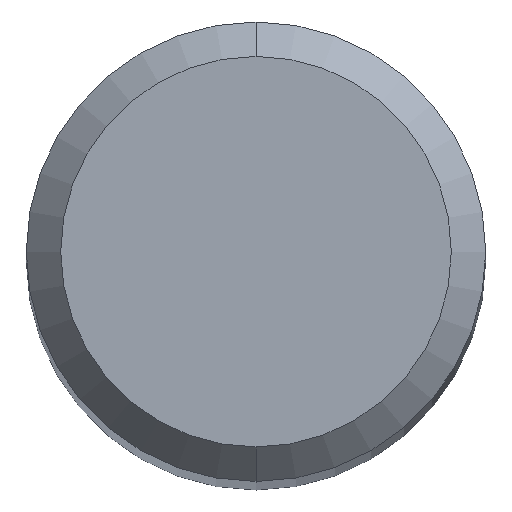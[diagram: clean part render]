
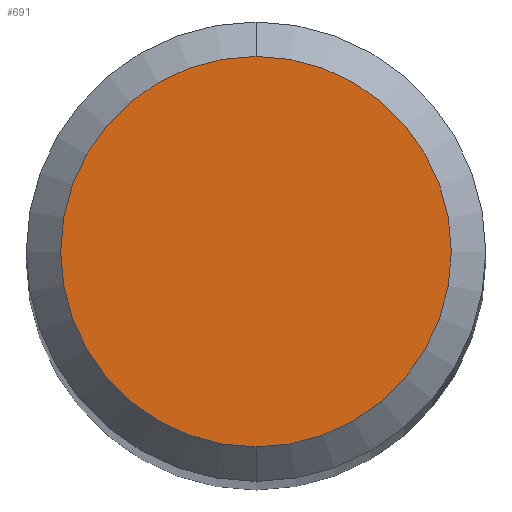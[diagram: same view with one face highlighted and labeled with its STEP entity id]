
A CAD part, top view. The second image highlights one B-rep face of the part: STEP entity #691.
In plain terms, the highlighted planar face has unit normal (0, 0, 1).
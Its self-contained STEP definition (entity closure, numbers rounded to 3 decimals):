
#653=EDGE_CURVE('',#839,#815,#1435,.T.);
#669=EDGE_CURVE('',#815,#839,#1454,.T.);
#691=ADVANCED_FACE('',(#1476),#1477,.T.);
#815=VERTEX_POINT('',#1609);
#839=VERTEX_POINT('',#1634);
#1435=CIRCLE('',#3009,1.7);
#1454=CIRCLE('',#3044,1.7);
#1476=FACE_OUTER_BOUND('',#3107,.T.);
#1477=PLANE('',#3108);
#1609=CARTESIAN_POINT('',(0.,-1.7,0.0));
#1634=CARTESIAN_POINT('',(0.0,1.7,0.0));
#3009=AXIS2_PLACEMENT_3D('',#5530,#5531,#5532);
#3044=AXIS2_PLACEMENT_3D('',#5574,#5575,#5576);
#3107=EDGE_LOOP('',(#5583,#5584));
#3108=AXIS2_PLACEMENT_3D('',#5585,#5586,#5587);
#5530=CARTESIAN_POINT('',(0.0,0.0,0.0));
#5531=DIRECTION('',(0.0,0.0,-1.0));
#5532=DIRECTION('',(0.0,1.0,0.0));
#5574=CARTESIAN_POINT('',(0.0,0.0,0.0));
#5575=DIRECTION('',(0.0,0.0,-1.0));
#5576=DIRECTION('',(0.0,1.0,0.0));
#5583=ORIENTED_EDGE('',*,*,#653,.F.);
#5584=ORIENTED_EDGE('',*,*,#669,.F.);
#5585=CARTESIAN_POINT('',(0.0,0.85,0.0));
#5586=DIRECTION('',(-0.0,0.0,1.0));
#5587=DIRECTION('',(0.0,-1.0,0.0));
